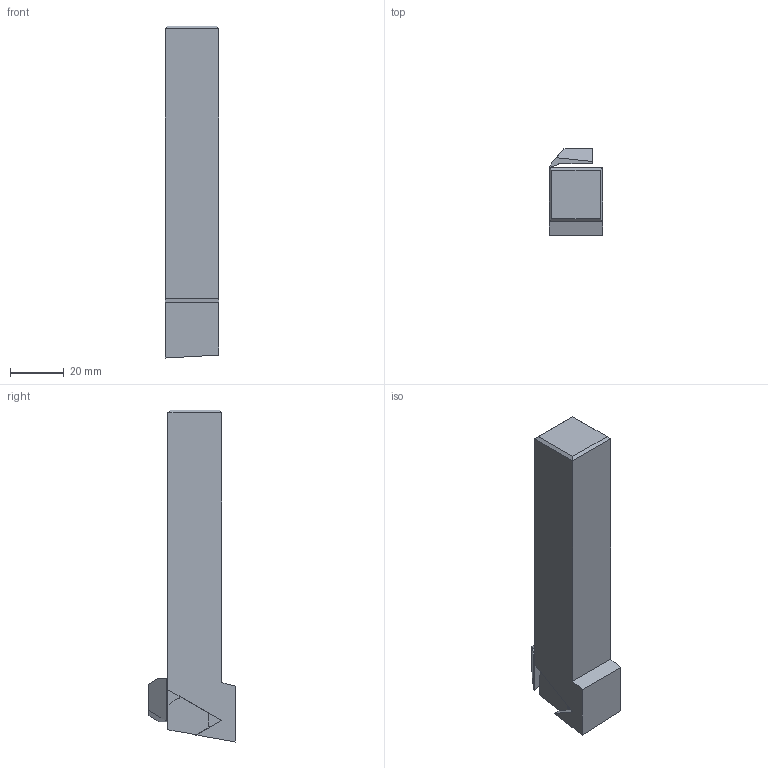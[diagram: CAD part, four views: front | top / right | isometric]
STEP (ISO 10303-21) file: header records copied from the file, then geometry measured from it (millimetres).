
FILE_DESCRIPTION (( 'STEP AP214' ), '1' );
FILE_NAME ('73500220.step', '2013-11-08T11:57:01', ( '' ), ( '' ), 'SwSTEP 2.0', 'SolidWorks 2013', '' );
FILE_SCHEMA (( 'AUTOMOTIVE_DESIGN' ));
Length unit declared in the file: millimetre
Products named in the file (1): 73500220
Bounding box: 20 x 32.15 x 123 mm (x, y, z)
Volume: 50508 mm3; surface area: 11516.8 mm2
Topology: 2 solids, 2 shells, 34 faces, 86 edges, 56 vertices
Faces by surface type: plane 29, cylinder 5
Entity records: 1053 total; most frequent: CARTESIAN_POINT 177, ORIENTED_EDGE 172, DIRECTION 166, EDGE_CURVE 86, VECTOR 76, LINE 76, VERTEX_POINT 56, AXIS2_PLACEMENT_3D 45
